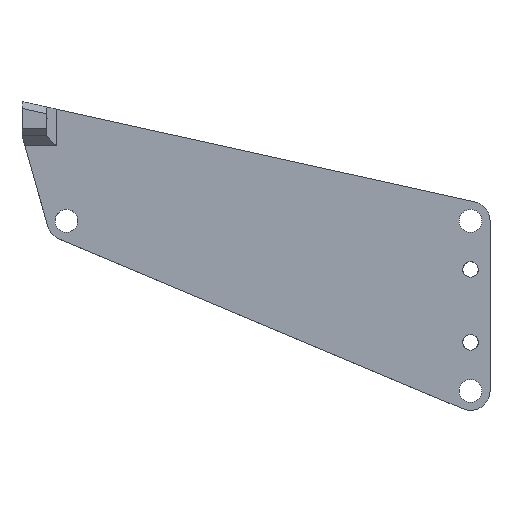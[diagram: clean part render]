
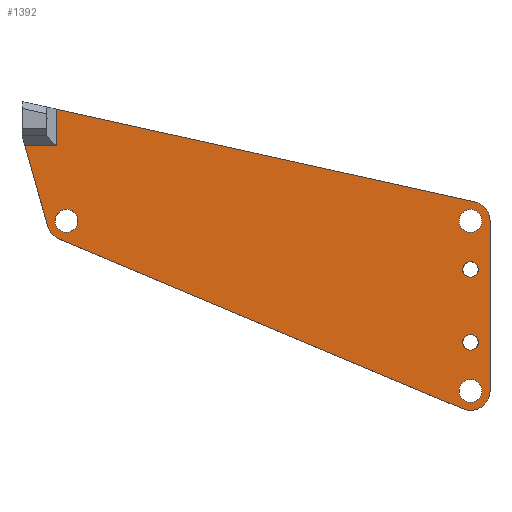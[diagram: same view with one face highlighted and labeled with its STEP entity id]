
A CAD part, top view. The second image highlights one B-rep face of the part: STEP entity #1392.
In plain terms, the highlighted planar face has unit normal (0, 0, 1).
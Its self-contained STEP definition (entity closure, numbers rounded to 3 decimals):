
#1026=CARTESIAN_POINT('',(134.088,337.279,470.234));
#1027=VERTEX_POINT('',#1026);
#1045=CARTESIAN_POINT('',(134.088,337.279,470.234));
#1046=CARTESIAN_POINT('',(133.117,340.328,470.234));
#1047=CARTESIAN_POINT('',(130.068,339.357,470.234));
#1048=CARTESIAN_POINT('',(131.039,336.308,470.234));
#1049=CARTESIAN_POINT('',(132.01,333.259,470.234));
#1050=CARTESIAN_POINT('',(135.059,334.23,470.234));
#1051=CARTESIAN_POINT('',(134.088,337.279,470.234));
#1052=(BOUNDED_CURVE()
B_SPLINE_CURVE(3,(#1045,#1046,#1047,#1048,#1049,#1050,#1051),.UNSPECIFIED.,.T.,.F.)
B_SPLINE_CURVE_WITH_KNOTS((4,3,4),(0.,0.5,1.),.UNSPECIFIED.)
CURVE()
GEOMETRIC_REPRESENTATION_ITEM()
RATIONAL_B_SPLINE_CURVE((1.,0.333,0.333,1.,0.333,0.333,1.))
REPRESENTATION_ITEM(''));
#1053=EDGE_CURVE('',#1027,#1027,#1052,.T.);
#1233=CARTESIAN_POINT('',(132.563,361.793,470.234));
#1234=DIRECTION('',(0.,0.,1.));
#1235=DIRECTION('',(1.,0.,0.));
#1236=AXIS2_PLACEMENT_3D('',#1233,#1234,#1235);
#1237=PLANE('',#1236);
#1238=CARTESIAN_POINT('',(51.798,361.793,470.234));
#1239=VERTEX_POINT('',#1238);
#1240=CARTESIAN_POINT('',(47.098,361.793,470.234));
#1241=VERTEX_POINT('',#1240);
#1242=CARTESIAN_POINT('',(49.448,361.793,470.234));
#1243=DIRECTION('',(-0.,-0.,-1.));
#1244=DIRECTION('',(1.,0.,-0.));
#1245=AXIS2_PLACEMENT_3D('',#1242,#1243,#1244);
#1246=CIRCLE('',#1245,2.35);
#1247=EDGE_CURVE('',#1239,#1241,#1246,.T.);
#1248=ORIENTED_EDGE('',*,*,#1247,.T.);
#1249=CARTESIAN_POINT('',(49.448,361.793,470.234));
#1250=DIRECTION('',(-0.,-0.,-1.));
#1251=DIRECTION('',(1.,0.,-0.));
#1252=AXIS2_PLACEMENT_3D('',#1249,#1250,#1251);
#1253=CIRCLE('',#1252,2.35);
#1254=EDGE_CURVE('',#1241,#1239,#1253,.T.);
#1255=ORIENTED_EDGE('',*,*,#1254,.T.);
#1256=EDGE_LOOP('',(#1248,#1255));
#1257=FACE_BOUND('',#1256,.T.);
#1258=CARTESIAN_POINT('',(130.213,361.793,470.234));
#1259=VERTEX_POINT('',#1258);
#1260=CARTESIAN_POINT('',(134.913,361.793,470.234));
#1261=VERTEX_POINT('',#1260);
#1262=CARTESIAN_POINT('',(132.563,361.793,470.234));
#1263=DIRECTION('',(0.,0.,1.));
#1264=DIRECTION('',(1.,0.,-0.));
#1265=AXIS2_PLACEMENT_3D('',#1262,#1263,#1264);
#1266=CIRCLE('',#1265,2.35);
#1267=EDGE_CURVE('',#1259,#1261,#1266,.T.);
#1268=ORIENTED_EDGE('',*,*,#1267,.F.);
#1269=CARTESIAN_POINT('',(132.563,361.793,470.234));
#1270=DIRECTION('',(0.,0.,1.));
#1271=DIRECTION('',(1.,0.,-0.));
#1272=AXIS2_PLACEMENT_3D('',#1269,#1270,#1271);
#1273=CIRCLE('',#1272,2.35);
#1274=EDGE_CURVE('',#1261,#1259,#1273,.T.);
#1275=ORIENTED_EDGE('',*,*,#1274,.F.);
#1276=EDGE_LOOP('',(#1268,#1275));
#1277=FACE_BOUND('',#1276,.T.);
#1278=CARTESIAN_POINT('',(130.213,326.794,470.234));
#1279=VERTEX_POINT('',#1278);
#1280=CARTESIAN_POINT('',(134.913,326.773,470.234));
#1281=VERTEX_POINT('',#1280);
#1282=CARTESIAN_POINT('',(132.563,326.794,470.234));
#1283=DIRECTION('',(0.,0.,1.));
#1284=DIRECTION('',(1.,-0.009,0.));
#1285=AXIS2_PLACEMENT_3D('',#1282,#1283,#1284);
#1286=CIRCLE('',#1285,2.35);
#1287=EDGE_CURVE('',#1279,#1281,#1286,.T.);
#1288=ORIENTED_EDGE('',*,*,#1287,.F.);
#1289=CARTESIAN_POINT('',(132.563,326.794,470.234));
#1290=DIRECTION('',(0.,0.,1.));
#1291=DIRECTION('',(1.,-0.009,0.));
#1292=AXIS2_PLACEMENT_3D('',#1289,#1290,#1291);
#1293=CIRCLE('',#1292,2.35);
#1294=EDGE_CURVE('',#1281,#1279,#1293,.T.);
#1295=ORIENTED_EDGE('',*,*,#1294,.F.);
#1296=EDGE_LOOP('',(#1288,#1295));
#1297=FACE_BOUND('',#1296,.T.);
#1298=CARTESIAN_POINT('',(134.163,351.794,470.234));
#1299=VERTEX_POINT('',#1298);
#1300=CARTESIAN_POINT('',(134.163,351.794,470.234));
#1301=CARTESIAN_POINT('',(134.163,354.994,470.234));
#1302=CARTESIAN_POINT('',(130.963,354.994,470.234));
#1303=CARTESIAN_POINT('',(130.963,351.794,470.234));
#1304=CARTESIAN_POINT('',(130.963,348.594,470.234));
#1305=CARTESIAN_POINT('',(134.163,348.594,470.234));
#1306=CARTESIAN_POINT('',(134.163,351.794,470.234));
#1307=(BOUNDED_CURVE()
B_SPLINE_CURVE(3,(#1300,#1301,#1302,#1303,#1304,#1305,#1306),.UNSPECIFIED.,.T.,.F.)
B_SPLINE_CURVE_WITH_KNOTS((4,3,4),(0.,0.5,1.),.UNSPECIFIED.)
CURVE()
GEOMETRIC_REPRESENTATION_ITEM()
RATIONAL_B_SPLINE_CURVE((1.,0.333,0.333,1.,0.333,0.333,1.))
REPRESENTATION_ITEM(''));
#1308=EDGE_CURVE('',#1299,#1299,#1307,.T.);
#1309=ORIENTED_EDGE('',*,*,#1308,.F.);
#1310=EDGE_LOOP('',(#1309));
#1311=FACE_BOUND('',#1310,.T.);
#1312=ORIENTED_EDGE('',*,*,#1053,.F.);
#1313=EDGE_LOOP('',(#1312));
#1314=FACE_BOUND('',#1313,.T.);
#1315=CARTESIAN_POINT('',(47.335,384.747,470.234));
#1316=VERTEX_POINT('',#1315);
#1317=CARTESIAN_POINT('',(133.428,365.698,470.234));
#1318=VERTEX_POINT('',#1317);
#1319=CARTESIAN_POINT('',(47.335,384.747,470.234));
#1320=DIRECTION('',(0.976,-0.216,0.));
#1321=VECTOR('',#1320,88.175);
#1322=LINE('',#1319,#1321);
#1323=EDGE_CURVE('',#1316,#1318,#1322,.T.);
#1324=ORIENTED_EDGE('',*,*,#1323,.F.);
#1325=CARTESIAN_POINT('',(47.335,377.276,470.234));
#1326=VERTEX_POINT('',#1325);
#1327=CARTESIAN_POINT('',(47.335,384.747,470.234));
#1328=DIRECTION('',(0.,-1.,0.));
#1329=VECTOR('',#1328,7.471);
#1330=LINE('',#1327,#1329);
#1331=EDGE_CURVE('',#1316,#1326,#1330,.T.);
#1332=ORIENTED_EDGE('',*,*,#1331,.T.);
#1333=CARTESIAN_POINT('',(40.886,377.276,470.234));
#1334=VERTEX_POINT('',#1333);
#1335=CARTESIAN_POINT('',(47.335,377.276,470.234));
#1336=DIRECTION('',(-1.,0.,0.));
#1337=VECTOR('',#1336,6.45);
#1338=LINE('',#1335,#1337);
#1339=EDGE_CURVE('',#1326,#1334,#1338,.T.);
#1340=ORIENTED_EDGE('',*,*,#1339,.T.);
#1341=CARTESIAN_POINT('',(45.601,360.699,470.234));
#1342=VERTEX_POINT('',#1341);
#1343=CARTESIAN_POINT('',(40.886,377.276,470.234));
#1344=DIRECTION('',(0.274,-0.962,-0.));
#1345=VECTOR('',#1344,17.235);
#1346=LINE('',#1343,#1345);
#1347=EDGE_CURVE('',#1334,#1342,#1346,.T.);
#1348=ORIENTED_EDGE('',*,*,#1347,.T.);
#1349=CARTESIAN_POINT('',(47.896,358.107,470.234));
#1350=VERTEX_POINT('',#1349);
#1351=CARTESIAN_POINT('',(49.448,361.793,470.234));
#1352=DIRECTION('',(0.,0.,1.));
#1353=DIRECTION('',(1.,0.,-0.));
#1354=AXIS2_PLACEMENT_3D('',#1351,#1352,#1353);
#1355=CIRCLE('',#1354,4.);
#1356=EDGE_CURVE('',#1342,#1350,#1355,.T.);
#1357=ORIENTED_EDGE('',*,*,#1356,.T.);
#1358=CARTESIAN_POINT('',(131.011,323.108,470.234));
#1359=VERTEX_POINT('',#1358);
#1360=CARTESIAN_POINT('',(131.011,323.108,470.234));
#1361=DIRECTION('',(-0.922,0.388,0.));
#1362=VECTOR('',#1361,90.183);
#1363=LINE('',#1360,#1362);
#1364=EDGE_CURVE('',#1359,#1350,#1363,.T.);
#1365=ORIENTED_EDGE('',*,*,#1364,.F.);
#1366=CARTESIAN_POINT('',(136.563,326.794,470.234));
#1367=VERTEX_POINT('',#1366);
#1368=CARTESIAN_POINT('',(132.563,326.794,470.234));
#1369=DIRECTION('',(0.,0.,1.));
#1370=DIRECTION('',(1.,0.,-0.));
#1371=AXIS2_PLACEMENT_3D('',#1368,#1369,#1370);
#1372=CIRCLE('',#1371,4.);
#1373=EDGE_CURVE('',#1359,#1367,#1372,.T.);
#1374=ORIENTED_EDGE('',*,*,#1373,.T.);
#1375=CARTESIAN_POINT('',(136.563,361.793,470.234));
#1376=VERTEX_POINT('',#1375);
#1377=CARTESIAN_POINT('',(136.563,326.794,470.234));
#1378=DIRECTION('',(0.,1.,0.));
#1379=VECTOR('',#1378,34.999);
#1380=LINE('',#1377,#1379);
#1381=EDGE_CURVE('',#1367,#1376,#1380,.T.);
#1382=ORIENTED_EDGE('',*,*,#1381,.T.);
#1383=CARTESIAN_POINT('',(132.563,361.793,470.234));
#1384=DIRECTION('',(0.,0.,1.));
#1385=DIRECTION('',(1.,0.,-0.));
#1386=AXIS2_PLACEMENT_3D('',#1383,#1384,#1385);
#1387=CIRCLE('',#1386,4.);
#1388=EDGE_CURVE('',#1376,#1318,#1387,.T.);
#1389=ORIENTED_EDGE('',*,*,#1388,.T.);
#1390=EDGE_LOOP('',(#1324,#1332,#1340,#1348,#1357,#1365,#1374,#1382,#1389));
#1391=FACE_BOUND('',#1390,.T.);
#1392=ADVANCED_FACE('',(#1257,#1277,#1297,#1311,#1314,#1391),#1237,.T.);
